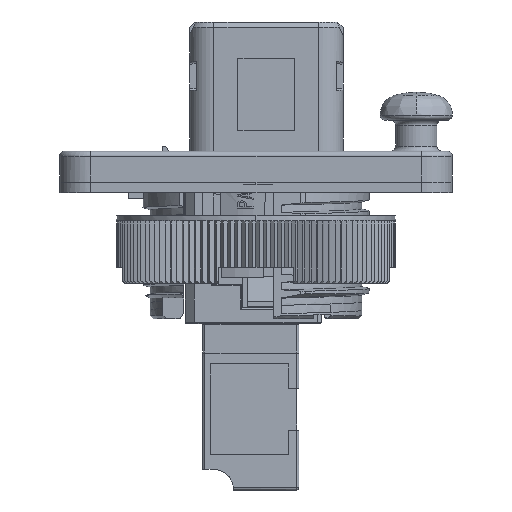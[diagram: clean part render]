
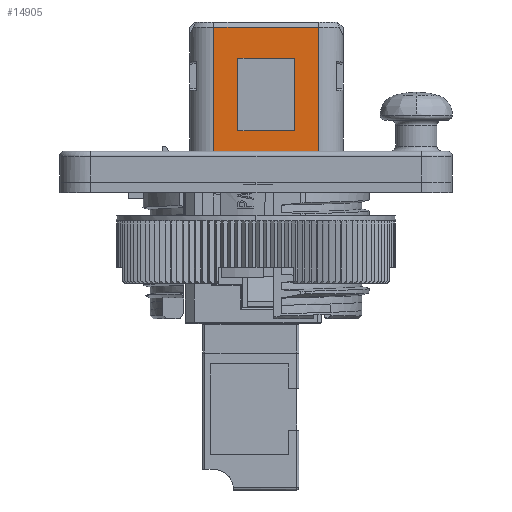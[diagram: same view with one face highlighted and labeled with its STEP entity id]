
A CAD part, front view. The second image highlights one B-rep face of the part: STEP entity #14905.
In plain terms, the highlighted planar face has unit normal (0, -1, 0).
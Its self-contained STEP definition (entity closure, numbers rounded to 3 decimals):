
#14851=AXIS2_PLACEMENT_3D('Plane Axis2P3D',#14848,#14849,#14850) ;
#13624=CARTESIAN_POINT('Vertex',(25.075,4.525,32.775)) ;
#13627=CARTESIAN_POINT('Line Origine',(20.,4.525,32.775)) ;
#13631=CARTESIAN_POINT('Vertex',(14.925,4.525,32.775)) ;
#14793=CARTESIAN_POINT('Line Origine',(25.075,4.525,32.767)) ;
#14797=CARTESIAN_POINT('Vertex',(25.075,4.525,44.775)) ;
#14848=CARTESIAN_POINT('Axis2P3D Location',(20.,4.525,31.275)) ;
#14853=CARTESIAN_POINT('Line Origine',(14.925,4.525,38.775)) ;
#14857=CARTESIAN_POINT('Vertex',(14.925,4.525,44.775)) ;
#14860=CARTESIAN_POINT('Line Origine',(20.,4.525,44.775)) ;
#14871=CARTESIAN_POINT('Line Origine',(17.25,4.525,38.275)) ;
#14875=CARTESIAN_POINT('Vertex',(17.25,4.525,41.775)) ;
#14877=CARTESIAN_POINT('Vertex',(17.25,4.525,34.775)) ;
#14880=CARTESIAN_POINT('Line Origine',(20.,4.525,41.775)) ;
#14884=CARTESIAN_POINT('Vertex',(22.75,4.525,41.775)) ;
#14887=CARTESIAN_POINT('Line Origine',(22.75,4.525,38.275)) ;
#14891=CARTESIAN_POINT('Vertex',(22.75,4.525,34.775)) ;
#14894=CARTESIAN_POINT('Line Origine',(20.,4.525,34.775)) ;
#13628=DIRECTION('Vector Direction',(-1.,0.,0.)) ;
#14794=DIRECTION('Vector Direction',(0.,0.,1.)) ;
#14849=DIRECTION('Axis2P3D Direction',(0.,1.,0.)) ;
#14850=DIRECTION('Axis2P3D XDirection',(0.,0.,1.)) ;
#14854=DIRECTION('Vector Direction',(0.,0.,-1.)) ;
#14861=DIRECTION('Vector Direction',(1.,0.,0.)) ;
#14872=DIRECTION('Vector Direction',(0.,0.,-1.)) ;
#14881=DIRECTION('Vector Direction',(-1.,0.,0.)) ;
#14888=DIRECTION('Vector Direction',(0.,0.,1.)) ;
#14895=DIRECTION('Vector Direction',(1.,0.,0.)) ;
#13629=VECTOR('Line Direction',#13628,1.) ;
#14795=VECTOR('Line Direction',#14794,1.) ;
#14855=VECTOR('Line Direction',#14854,1.) ;
#14862=VECTOR('Line Direction',#14861,1.) ;
#14873=VECTOR('Line Direction',#14872,1.) ;
#14882=VECTOR('Line Direction',#14881,1.) ;
#14889=VECTOR('Line Direction',#14888,1.) ;
#14896=VECTOR('Line Direction',#14895,1.) ;
#14866=ORIENTED_EDGE('',*,*,#14859,.T.) ;
#14867=ORIENTED_EDGE('',*,*,#13633,.F.) ;
#14868=ORIENTED_EDGE('',*,*,#14799,.T.) ;
#14869=ORIENTED_EDGE('',*,*,#14864,.F.) ;
#14900=ORIENTED_EDGE('',*,*,#14879,.F.) ;
#14901=ORIENTED_EDGE('',*,*,#14886,.F.) ;
#14902=ORIENTED_EDGE('',*,*,#14893,.F.) ;
#14903=ORIENTED_EDGE('',*,*,#14898,.F.) ;
#14904=FACE_BOUND('',#14899,.T.) ;
#14905=ADVANCED_FACE('Hauptk\X2\00F6\X0\rper',(#14870,#14904),#14852,.F.) ;
#13633=EDGE_CURVE('',#13625,#13632,#13630,.T.) ;
#14799=EDGE_CURVE('',#13625,#14798,#14796,.T.) ;
#14859=EDGE_CURVE('',#14858,#13632,#14856,.T.) ;
#14864=EDGE_CURVE('',#14858,#14798,#14863,.T.) ;
#14879=EDGE_CURVE('',#14876,#14878,#14874,.T.) ;
#14886=EDGE_CURVE('',#14885,#14876,#14883,.T.) ;
#14893=EDGE_CURVE('',#14892,#14885,#14890,.T.) ;
#14898=EDGE_CURVE('',#14878,#14892,#14897,.T.) ;
#14865=EDGE_LOOP('',(#14866,#14867,#14868,#14869)) ;
#14899=EDGE_LOOP('',(#14900,#14901,#14902,#14903)) ;
#14870=FACE_OUTER_BOUND('',#14865,.T.) ;
#13630=LINE('Line',#13627,#13629) ;
#14796=LINE('Line',#14793,#14795) ;
#14856=LINE('Line',#14853,#14855) ;
#14863=LINE('Line',#14860,#14862) ;
#14874=LINE('Line',#14871,#14873) ;
#14883=LINE('Line',#14880,#14882) ;
#14890=LINE('Line',#14887,#14889) ;
#14897=LINE('Line',#14894,#14896) ;
#14852=PLANE('',#14851) ;
#13625=VERTEX_POINT('',#13624) ;
#13632=VERTEX_POINT('',#13631) ;
#14798=VERTEX_POINT('',#14797) ;
#14858=VERTEX_POINT('',#14857) ;
#14876=VERTEX_POINT('',#14875) ;
#14878=VERTEX_POINT('',#14877) ;
#14885=VERTEX_POINT('',#14884) ;
#14892=VERTEX_POINT('',#14891) ;
